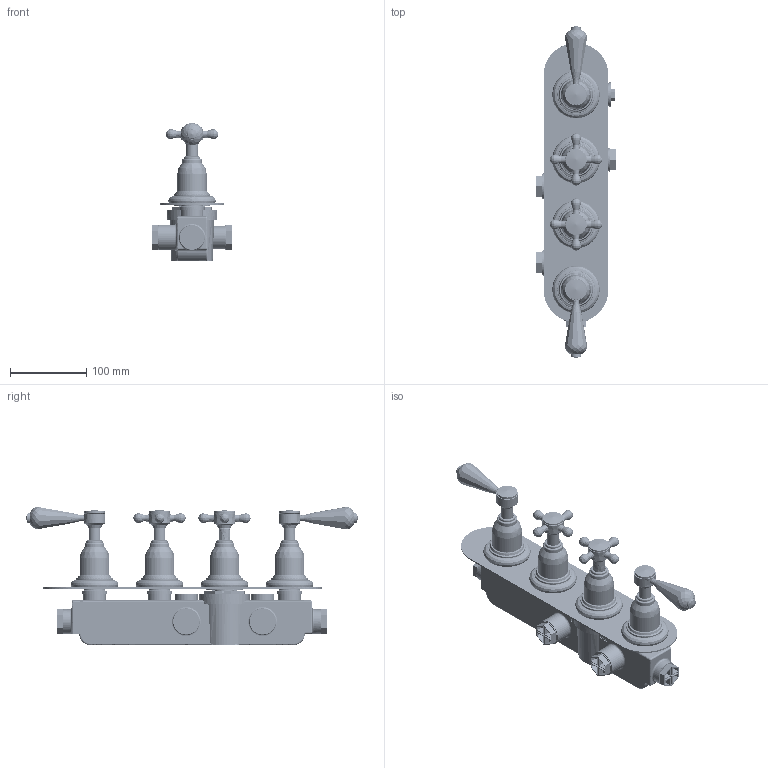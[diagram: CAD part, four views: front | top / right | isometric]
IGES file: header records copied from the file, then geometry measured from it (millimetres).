
Global section: file name: V206-T2SC T2SB; native system: Autodesk Inventor 2018; preprocessor: unknown; author: adaniels; date: 20171205.101542; units: millimetre
Bounding box: 104 x 434.24 x 181.04 mm (x, y, z)
Volume: 1311382.4 mm3; surface area: 467658.7 mm2
Topology: 104 solids, 121 shells, 3534 faces, 9497 edges, 6388 vertices
Faces by surface type: bspline 3534
